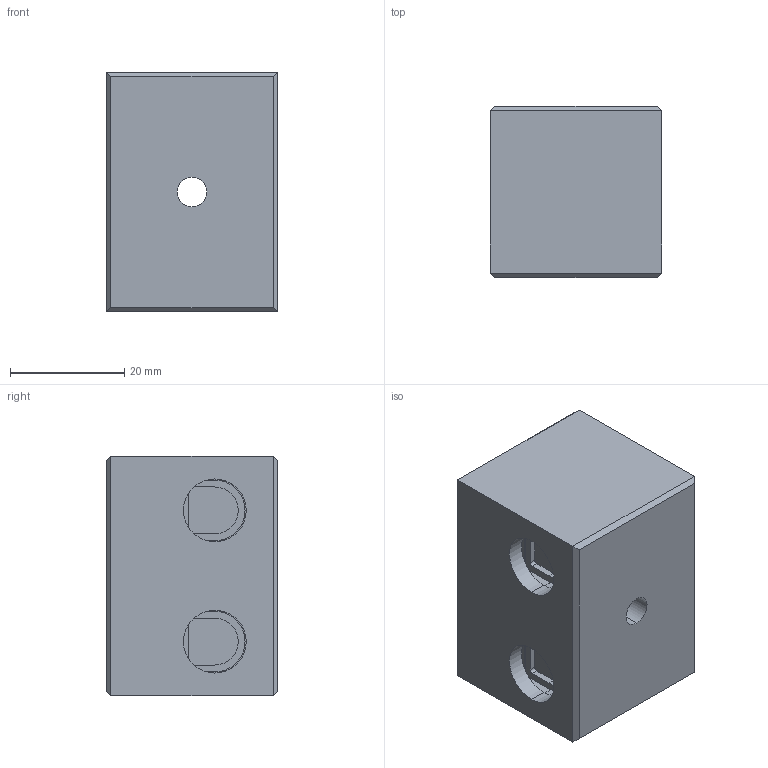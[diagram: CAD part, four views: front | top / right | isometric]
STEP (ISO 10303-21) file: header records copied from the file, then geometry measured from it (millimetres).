
FILE_DESCRIPTION (( 'STEP AP203' ), '1' );
FILE_NAME ('No 5 2 li Steatit Klemens.STEP', '2020-08-21T12:36:48', ( '' ), ( '' ), 'SwSTEP 2.0', 'SolidWorks 2011', '' );
FILE_SCHEMA (( 'CONFIG_CONTROL_DESIGN' ));
Length unit declared in the file: millimetre
Products named in the file (1): No 5 2 li Steatit Klemens
Bounding box: 30 x 30 x 42 mm (x, y, z)
Volume: 32252.1 mm3; surface area: 10446.1 mm2
Topology: 1 solids, 1 shells, 217 faces, 556 edges, 368 vertices
Faces by surface type: plane 133, cylinder 76, cone 8
Entity records: 6707 total; most frequent: CARTESIAN_POINT 1190, DIRECTION 1160, ORIENTED_EDGE 1112, EDGE_CURVE 556, AXIS2_PLACEMENT_3D 402, VERTEX_POINT 368, LINE 356, VECTOR 356
